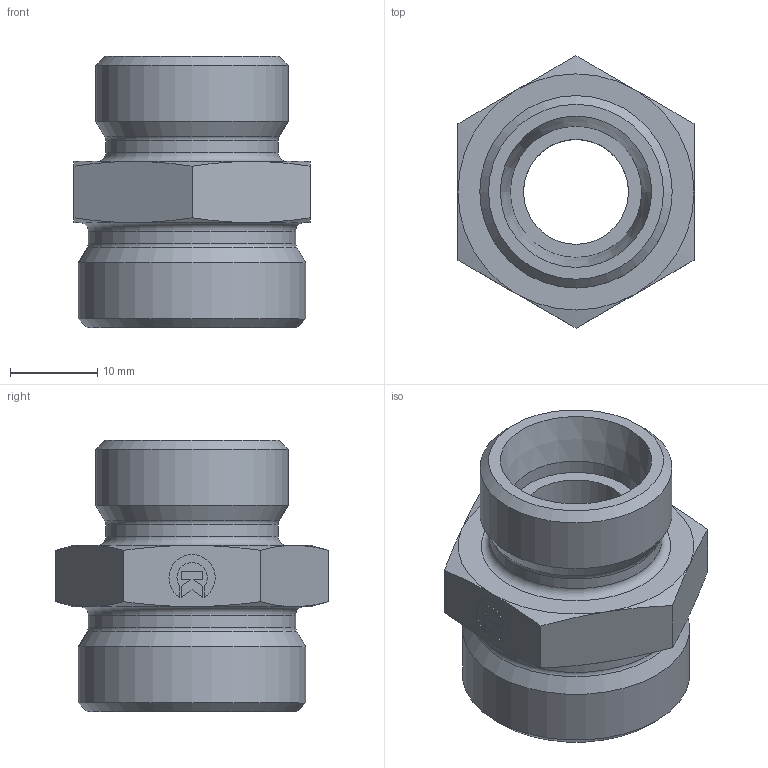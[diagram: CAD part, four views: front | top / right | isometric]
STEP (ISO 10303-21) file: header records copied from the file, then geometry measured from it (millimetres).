
FILE_DESCRIPTION((''),'2;1');
FILE_NAME('31418152622.stp','2014-08-19T11:50:17',(''),('KNOMI spol. s r. o.'),'Autodesk Inventor 2012','Autodesk Inventor 2012','');
FILE_SCHEMA(('AUTOMOTIVE_DESIGN { 1 2 10303 214 0 1 1 1 }'));
Length unit declared in the file: millimetre
Products named in the file (1): PSR2 18/15L M26x1.5/M22x1
Bounding box: 27.01 x 31.18 x 31 mm (x, y, z)
Volume: 9314.5 mm3; surface area: 4762.1 mm2
Topology: 1 solids, 1 shells, 76 faces, 179 edges, 113 vertices
Faces by surface type: plane 42, cone 19, cylinder 11, torus 4
Full cylindrical faces by diameter (mm): 12 x1, 15 x1, 18 x1, 19.7 x1, 22 x1, 23.7 x1, 26 x1
Entity records: 2034 total; most frequent: CARTESIAN_POINT 391, DIRECTION 330, ORIENTED_EDGE 314, EDGE_CURVE 157, AXIS2_PLACEMENT_3D 120, VERTEX_POINT 109, EDGE_LOOP 104, VECTOR 90
